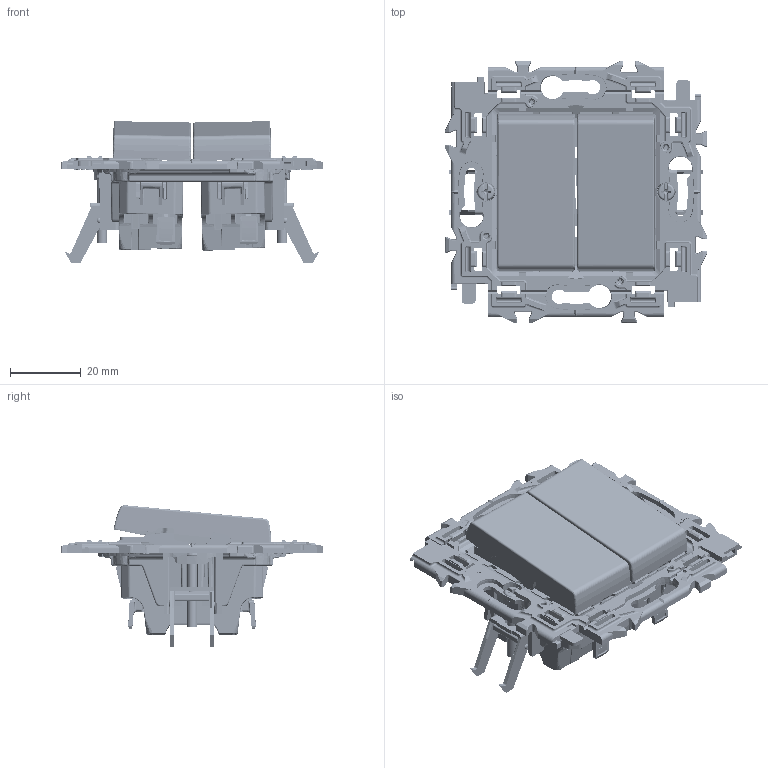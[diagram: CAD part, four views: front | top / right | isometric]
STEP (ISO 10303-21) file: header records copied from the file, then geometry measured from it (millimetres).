
FILE_DESCRIPTION(('CATIA V5 STEP Exchange','CAx-IF Rec.Pracs.--- Model Styling and Organization---1.4--- 2014-01-23'),'2;1');
FILE_NAME('T002259_A-ASS-1.stp','2021-01-28T12:49:25+00:00',('none'),('none'),'CATIA Version 5-6 Release 2017 SP3','CATIA V5 STEP AP214','none');
FILE_SCHEMA(('AUTOMOTIVE_DESIGN { 1 0 10303 214 1 1 1 1 }'));
Products named in the file (12): T002259_A ; 953904 ; 0038174; 0055184; 0097E59; 0291G96 ; 0091L62; 0091L63; 0035844; T000926_A ; EB01036_A; EG01086_A
Assembly tree (16 placements, depth 4):
  T002259_A 
    953904 
      0038174  x2
      0055184  x2
      0097E59  x2
      0291G96 
        0091L62
        0091L63
    0035844  x2
    T000926_A   x2
      EB01036_A
      EG01086_A
Bounding box: 74.15 x 74.15 x 40.03 mm (x, y, z)
Volume: 31449.6 mm3; surface area: 50883.6 mm2
Topology: 14 solids, 14 shells, 8668 faces, 24570 edges, 15842 vertices
Faces by surface type: plane 4852, cylinder 2070, bspline 689, cone 640, torus 310, sphere 99, revolution 8
Entity records: 220452 total; most frequent: CARTESIAN_POINT 84564, ORIENTED_EDGE 33184, DIRECTION 20055, EDGE_CURVE 16592, VERTEX_POINT 10735, VECTOR 8995, LINE 8995, AXIS2_PLACEMENT_3D 6697
